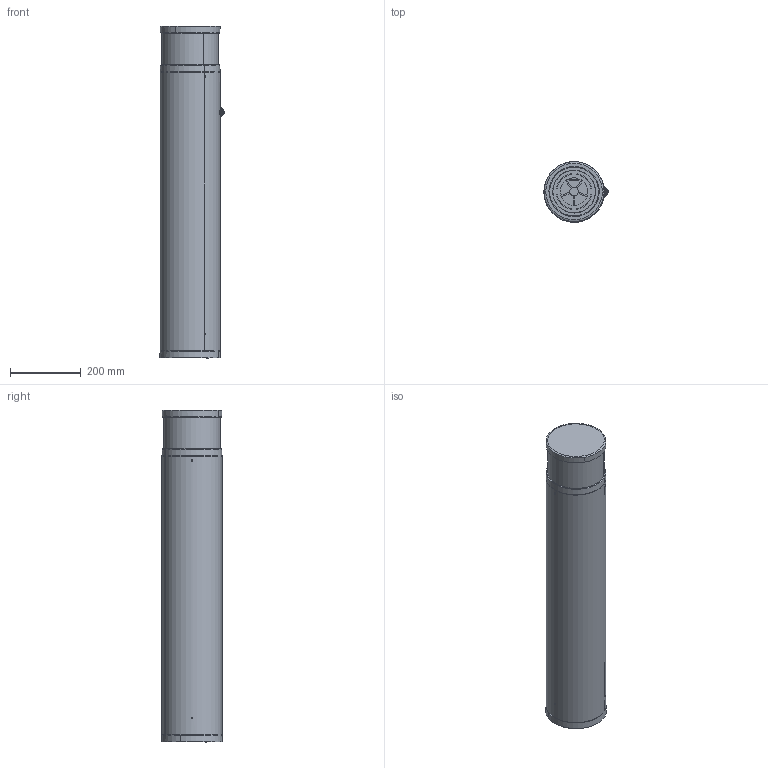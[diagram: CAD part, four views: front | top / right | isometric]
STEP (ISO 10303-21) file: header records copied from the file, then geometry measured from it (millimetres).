
FILE_DESCRIPTION(('CATIA V5 STEP Exchange'),'2;1');
FILE_NAME('BIM_EN-2014-1404_ASSY_AL-POLLER_V01_E09_2015-06-22_ALLCATPART.stp','2015-08-21T10:11:52+00:00',('none'),('none'),'CATIA Version 5 Release 19 SP 3 (IN-10)','CATIA V5 STEP AP214','none');
FILE_SCHEMA(('AUTOMOTIVE_DESIGN { 1 0 10303 214 1 1 1 1 }'));
Products named in the file (1): BIM_EN-2014-1404_ASSY_AL-POLLER_V01_E09_2015-06-22_AllCATPart
Bounding box: 182.16 x 171.31 x 940 mm (x, y, z)
Volume: 2742047.9 mm3; surface area: 1381287.1 mm2
Topology: 7 solids, 7 shells, 3785 faces, 9895 edges, 5849 vertices
Faces by surface type: plane 1496, bspline 784, torus 382, cylinder 379, cone 374, sphere 370
Entity records: 150911 total; most frequent: CARTESIAN_POINT 71420, ORIENTED_EDGE 19040, DIRECTION 11524, EDGE_CURVE 9520, VERTEX_POINT 5849, AXIS2_PLACEMENT_3D 4753, VECTOR 4167, LINE 4167
